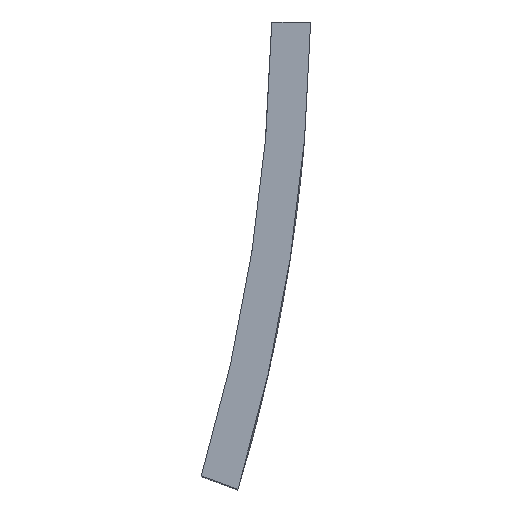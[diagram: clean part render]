
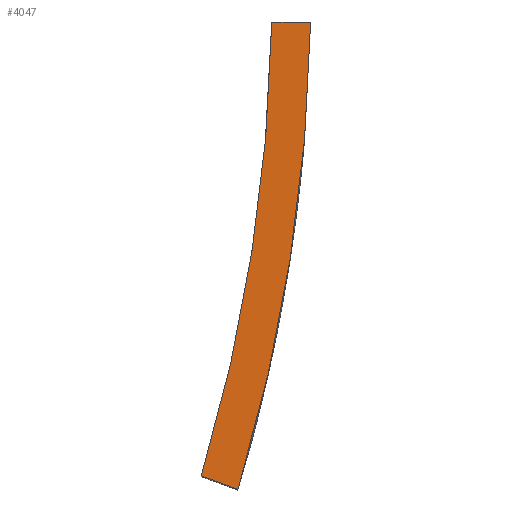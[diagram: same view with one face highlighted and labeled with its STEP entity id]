
A CAD part, top view. The second image highlights one B-rep face of the part: STEP entity #4047.
In plain terms, the highlighted planar face has unit normal (0, 0, 1).
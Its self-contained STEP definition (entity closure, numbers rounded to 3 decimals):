
#49 = CYLINDRICAL_SURFACE('',#50,358.5);
#50 = AXIS2_PLACEMENT_3D('',#51,#52,#53);
#51 = CARTESIAN_POINT('',(0.,0.,2.659));
#52 = DIRECTION('',(0.,0.,-1.));
#53 = DIRECTION('',(1.,0.,0.));
#76 = PLANE('',#77);
#77 = AXIS2_PLACEMENT_3D('',#78,#79,#80);
#78 = CARTESIAN_POINT('',(574.242,-186.659,-4.916
    ));
#79 = DIRECTION('',(0.342,0.94,0.));
#80 = DIRECTION('',(0.94,-0.342,0.));
#105 = CYLINDRICAL_SURFACE('',#106,350.5);
#106 = AXIS2_PLACEMENT_3D('',#107,#108,#109);
#107 = CARTESIAN_POINT('',(0.,0.,2.659));
#108 = DIRECTION('',(0.,0.,-1.));
#109 = DIRECTION('',(1.,0.,0.));
#130 = PLANE('',#131);
#131 = AXIS2_PLACEMENT_3D('',#132,#133,#134);
#132 = CARTESIAN_POINT('',(0.,-6.5,0.));
#133 = DIRECTION('',(0.,1.,0.));
#134 = DIRECTION('',(1.,0.,0.));
#147 = VERTEX_POINT('',#148);
#148 = CARTESIAN_POINT('',(343.484,-102.67,350.85));
#168 = EDGE_CURVE('',#169,#147,#171,.T.);
#169 = VERTEX_POINT('',#170);
#170 = CARTESIAN_POINT('',(335.953,-99.929,350.85));
#171 = SURFACE_CURVE('',#172,(#176,#183),.PCURVE_S1.);
#172 = LINE('',#173,#174);
#173 = CARTESIAN_POINT('',(440.835,-138.103,350.85));
#174 = VECTOR('',#175,1.);
#175 = DIRECTION('',(0.94,-0.342,0.));
#176 = PCURVE('',#76,#177);
#177 = DEFINITIONAL_REPRESENTATION('',(#178),#182);
#178 = LINE('',#179,#180);
#179 = CARTESIAN_POINT('',(-141.968,-355.766));
#180 = VECTOR('',#181,1.);
#181 = DIRECTION('',(1.,0.));
#182 = ( GEOMETRIC_REPRESENTATION_CONTEXT(2) 
PARAMETRIC_REPRESENTATION_CONTEXT() REPRESENTATION_CONTEXT('2D SPACE',''
  ) );
#183 = PCURVE('',#184,#189);
#184 = PLANE('',#185);
#185 = AXIS2_PLACEMENT_3D('',#186,#187,#188);
#186 = CARTESIAN_POINT('',(335.715,-11.831,350.85));
#187 = DIRECTION('',(0.,0.,-1.));
#188 = DIRECTION('',(-0.174,0.985,0.));
#189 = DEFINITIONAL_REPRESENTATION('',(#190),#194);
#190 = LINE('',#191,#192);
#191 = CARTESIAN_POINT('',(-142.607,81.597));
#192 = VECTOR('',#193,1.);
#193 = DIRECTION('',(-0.5,0.866));
#194 = ( GEOMETRIC_REPRESENTATION_CONTEXT(2) 
PARAMETRIC_REPRESENTATION_CONTEXT() REPRESENTATION_CONTEXT('2D SPACE',''
  ) );
#2445 = VERTEX_POINT('',#2446);
#2446 = CARTESIAN_POINT('',(358.441,-6.5,350.85));
#2466 = EDGE_CURVE('',#147,#2445,#2467,.T.);
#2467 = SURFACE_CURVE('',#2468,(#2473,#2479),.PCURVE_S1.);
#2468 = CIRCLE('',#2469,358.5);
#2469 = AXIS2_PLACEMENT_3D('',#2470,#2471,#2472);
#2470 = CARTESIAN_POINT('',(0.,0.,350.85));
#2471 = DIRECTION('',(0.,-0.,1.));
#2472 = DIRECTION('',(1.,0.,0.));
#2473 = PCURVE('',#49,#2474);
#2474 = DEFINITIONAL_REPRESENTATION('',(#2475),#2478);
#2475 = B_SPLINE_CURVE_WITH_KNOTS('',1,(#2476,#2477),.UNSPECIFIED.,.F.,
  .F.,(2,2),(5.993,6.265),.PIECEWISE_BEZIER_KNOTS.);
#2476 = CARTESIAN_POINT('',(0.29,-348.191));
#2477 = CARTESIAN_POINT('',(0.018,-348.191));
#2478 = ( GEOMETRIC_REPRESENTATION_CONTEXT(2) 
PARAMETRIC_REPRESENTATION_CONTEXT() REPRESENTATION_CONTEXT('2D SPACE',''
  ) );
#2479 = PCURVE('',#184,#2480);
#2480 = DEFINITIONAL_REPRESENTATION('',(#2481),#2489);
#2481 = ( BOUNDED_CURVE() B_SPLINE_CURVE(2,(#2482,#2483,#2484,#2485,
#2486,#2487,#2488),.UNSPECIFIED.,.F.,.F.) B_SPLINE_CURVE_WITH_KNOTS((1,2
    ,2,2,2,1),(-2.094,0.,2.094,4.189,
6.283,8.378),.UNSPECIFIED.) CURVE() 
GEOMETRIC_REPRESENTATION_ITEM() RATIONAL_B_SPLINE_CURVE((1.,0.5,1.,0.5,
1.,0.5,1.)) REPRESENTATION_ITEM('') );
#2482 = CARTESIAN_POINT('',(7.695,24.494));
#2483 = CARTESIAN_POINT('',(619.202,132.319));
#2484 = CARTESIAN_POINT('',(406.828,-451.174));
#2485 = CARTESIAN_POINT('',(194.454,-1034.667));
#2486 = CARTESIAN_POINT('',(-204.679,-558.999));
#2487 = CARTESIAN_POINT('',(-603.812,-83.331));
#2488 = CARTESIAN_POINT('',(7.695,24.494));
#2489 = ( GEOMETRIC_REPRESENTATION_CONTEXT(2) 
PARAMETRIC_REPRESENTATION_CONTEXT() REPRESENTATION_CONTEXT('2D SPACE',''
  ) );
#4047 = ADVANCED_FACE('',(#4048),#184,.F.);
#4048 = FACE_BOUND('',#4049,.T.);
#4049 = EDGE_LOOP('',(#4050,#4051,#4052,#4075));
#4050 = ORIENTED_EDGE('',*,*,#168,.T.);
#4051 = ORIENTED_EDGE('',*,*,#2466,.T.);
#4052 = ORIENTED_EDGE('',*,*,#4053,.T.);
#4053 = EDGE_CURVE('',#2445,#4054,#4056,.T.);
#4054 = VERTEX_POINT('',#4055);
#4055 = CARTESIAN_POINT('',(350.44,-6.5,350.85));
#4056 = SURFACE_CURVE('',#4057,(#4061,#4068),.PCURVE_S1.);
#4057 = LINE('',#4058,#4059);
#4058 = CARTESIAN_POINT('',(167.857,-6.5,350.85));
#4059 = VECTOR('',#4060,1.);
#4060 = DIRECTION('',(-1.,0.,0.));
#4061 = PCURVE('',#184,#4062);
#4062 = DEFINITIONAL_REPRESENTATION('',(#4063),#4067);
#4063 = LINE('',#4064,#4065);
#4064 = CARTESIAN_POINT('',(34.398,-164.381));
#4065 = VECTOR('',#4066,1.);
#4066 = DIRECTION('',(0.174,-0.985));
#4067 = ( GEOMETRIC_REPRESENTATION_CONTEXT(2) 
PARAMETRIC_REPRESENTATION_CONTEXT() REPRESENTATION_CONTEXT('2D SPACE',''
  ) );
#4068 = PCURVE('',#130,#4069);
#4069 = DEFINITIONAL_REPRESENTATION('',(#4070),#4074);
#4070 = LINE('',#4071,#4072);
#4071 = CARTESIAN_POINT('',(167.857,-350.85));
#4072 = VECTOR('',#4073,1.);
#4073 = DIRECTION('',(-1.,-0.));
#4074 = ( GEOMETRIC_REPRESENTATION_CONTEXT(2) 
PARAMETRIC_REPRESENTATION_CONTEXT() REPRESENTATION_CONTEXT('2D SPACE',''
  ) );
#4075 = ORIENTED_EDGE('',*,*,#4076,.T.);
#4076 = EDGE_CURVE('',#4054,#169,#4077,.T.);
#4077 = SURFACE_CURVE('',#4078,(#4083,#4090),.PCURVE_S1.);
#4078 = CIRCLE('',#4079,350.5);
#4079 = AXIS2_PLACEMENT_3D('',#4080,#4081,#4082);
#4080 = CARTESIAN_POINT('',(0.,0.,350.85));
#4081 = DIRECTION('',(0.,0.,-1.));
#4082 = DIRECTION('',(1.,0.,0.));
#4083 = PCURVE('',#184,#4084);
#4084 = DEFINITIONAL_REPRESENTATION('',(#4085),#4089);
#4085 = CIRCLE('',#4086,350.5);
#4086 = AXIS2_PLACEMENT_2D('',#4087,#4088);
#4087 = CARTESIAN_POINT('',(69.948,-328.56));
#4088 = DIRECTION('',(-0.174,0.985));
#4089 = ( GEOMETRIC_REPRESENTATION_CONTEXT(2) 
PARAMETRIC_REPRESENTATION_CONTEXT() REPRESENTATION_CONTEXT('2D SPACE',''
  ) );
#4090 = PCURVE('',#105,#4091);
#4091 = DEFINITIONAL_REPRESENTATION('',(#4092),#4095);
#4092 = B_SPLINE_CURVE_WITH_KNOTS('',1,(#4093,#4094),.UNSPECIFIED.,.F.,
  .F.,(2,2),(0.019,0.289),
  .PIECEWISE_BEZIER_KNOTS.);
#4093 = CARTESIAN_POINT('',(0.019,-348.191));
#4094 = CARTESIAN_POINT('',(0.289,-348.191));
#4095 = ( GEOMETRIC_REPRESENTATION_CONTEXT(2) 
PARAMETRIC_REPRESENTATION_CONTEXT() REPRESENTATION_CONTEXT('2D SPACE',''
  ) );
